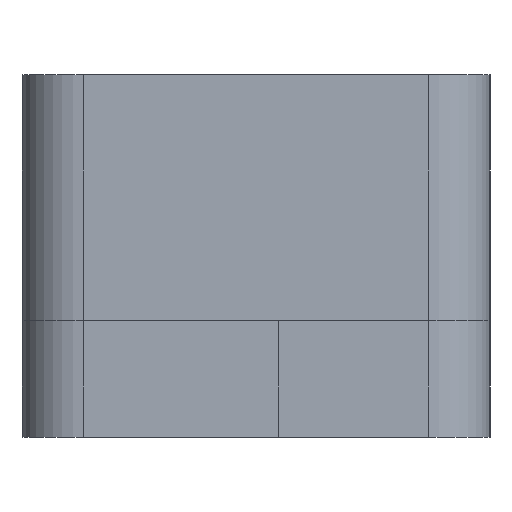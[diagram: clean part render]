
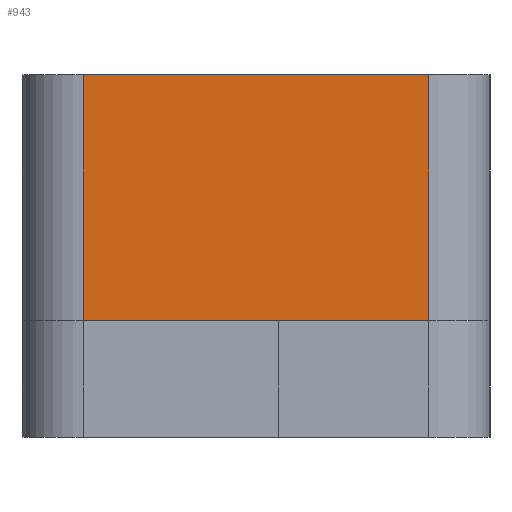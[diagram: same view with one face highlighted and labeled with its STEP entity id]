
A CAD part, left-side view. The second image highlights one B-rep face of the part: STEP entity #943.
In plain terms, the highlighted planar face has unit normal (-1, 0, 0).
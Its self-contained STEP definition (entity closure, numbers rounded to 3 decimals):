
#59=FACE_OUTER_BOUND('',#108,.T.);
#108=EDGE_LOOP('',(#688,#689,#690,#691));
#219=LINE('',#1485,#316);
#221=LINE('',#1491,#318);
#222=LINE('',#1493,#319);
#223=LINE('',#1494,#320);
#316=VECTOR('',#1185,10.);
#318=VECTOR('',#1191,10.);
#319=VECTOR('',#1192,10.);
#320=VECTOR('',#1193,10.);
#419=VERTEX_POINT('',#1482);
#420=VERTEX_POINT('',#1484);
#422=VERTEX_POINT('',#1490);
#423=VERTEX_POINT('',#1492);
#522=EDGE_CURVE('',#419,#420,#219,.T.);
#525=EDGE_CURVE('',#422,#419,#221,.T.);
#526=EDGE_CURVE('',#423,#422,#222,.T.);
#527=EDGE_CURVE('',#423,#420,#223,.T.);
#688=ORIENTED_EDGE('',*,*,#522,.F.);
#689=ORIENTED_EDGE('',*,*,#525,.F.);
#690=ORIENTED_EDGE('',*,*,#526,.F.);
#691=ORIENTED_EDGE('',*,*,#527,.T.);
#911=PLANE('',#1035);
#943=ADVANCED_FACE('',(#59),#911,.T.);
#1035=AXIS2_PLACEMENT_3D('',#1489,#1189,#1190);
#1185=DIRECTION('',(0.,0.,-1.));
#1189=DIRECTION('center_axis',(-1.,0.,0.));
#1190=DIRECTION('ref_axis',(0.,-1.,0.));
#1191=DIRECTION('',(0.,-1.,0.));
#1192=DIRECTION('',(0.,0.,1.));
#1193=DIRECTION('',(0.,-1.,0.));
#1482=CARTESIAN_POINT('',(-20.942,-2.631,5.9));
#1484=CARTESIAN_POINT('',(-20.942,-2.631,1.9));
#1485=CARTESIAN_POINT('',(-20.942,-2.631,0.9));
#1489=CARTESIAN_POINT('Origin',(-20.942,3.982,1.9));
#1490=CARTESIAN_POINT('',(-20.942,2.982,5.9));
#1491=CARTESIAN_POINT('',(-20.942,3.982,5.9));
#1492=CARTESIAN_POINT('',(-20.942,2.982,1.9));
#1493=CARTESIAN_POINT('',(-20.942,2.982,0.9));
#1494=CARTESIAN_POINT('',(-20.942,3.982,1.9));
